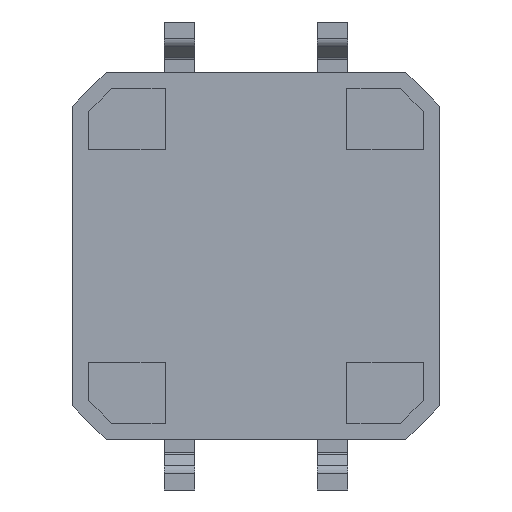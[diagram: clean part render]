
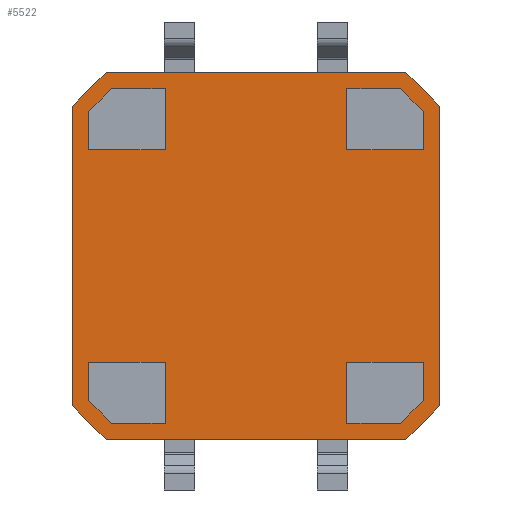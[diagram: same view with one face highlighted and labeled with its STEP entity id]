
A CAD part, front view. The second image highlights one B-rep face of the part: STEP entity #5522.
In plain terms, the highlighted planar face has unit normal (0, -1, 0).
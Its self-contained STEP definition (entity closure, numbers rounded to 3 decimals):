
#51=DIRECTION('',(-0.707,0.,-0.707));
#52=VECTOR('',#51,1.556);
#53=CARTESIAN_POINT('',(6.,0.,-4.9));
#54=LINE('',#53,#52);
#55=DIRECTION('',(-1.,0.,0.));
#56=VECTOR('',#55,9.8);
#57=CARTESIAN_POINT('',(4.9,0.,-6.));
#58=LINE('',#57,#56);
#59=DIRECTION('',(-0.707,0.,0.707));
#60=VECTOR('',#59,1.556);
#61=CARTESIAN_POINT('',(-4.9,0.,-6.));
#62=LINE('',#61,#60);
#63=DIRECTION('',(0.,0.,1.));
#64=VECTOR('',#63,9.8);
#65=CARTESIAN_POINT('',(-6.,0.,-4.9));
#66=LINE('',#65,#64);
#67=DIRECTION('',(0.707,0.,0.707));
#68=VECTOR('',#67,1.556);
#69=CARTESIAN_POINT('',(-6.,0.,4.9));
#70=LINE('',#69,#68);
#71=DIRECTION('',(1.,0.,0.));
#72=VECTOR('',#71,9.8);
#73=CARTESIAN_POINT('',(-4.9,0.,6.));
#74=LINE('',#73,#72);
#75=DIRECTION('',(0.707,0.,-0.707));
#76=VECTOR('',#75,1.556);
#77=CARTESIAN_POINT('',(4.9,0.,6.));
#78=LINE('',#77,#76);
#79=DIRECTION('',(0.,0.,-1.));
#80=VECTOR('',#79,9.8);
#81=CARTESIAN_POINT('',(6.,0.,4.9));
#82=LINE('',#81,#80);
#83=DIRECTION('',(-0.707,0.,0.707));
#84=VECTOR('',#83,1.057);
#85=CARTESIAN_POINT('',(5.47,0.,4.723));
#86=LINE('',#85,#84);
#87=DIRECTION('',(-1.,0.,0.));
#88=VECTOR('',#87,1.753);
#89=CARTESIAN_POINT('',(4.723,0.,5.47));
#90=LINE('',#89,#88);
#91=DIRECTION('',(0.,0.,-1.));
#92=VECTOR('',#91,2.);
#93=CARTESIAN_POINT('',(2.97,0.,5.47));
#94=LINE('',#93,#92);
#95=DIRECTION('',(1.,0.,0.));
#96=VECTOR('',#95,2.5);
#97=CARTESIAN_POINT('',(2.97,0.,3.47));
#98=LINE('',#97,#96);
#99=DIRECTION('',(0.,0.,1.));
#100=VECTOR('',#99,1.253);
#101=CARTESIAN_POINT('',(5.47,0.,3.47));
#102=LINE('',#101,#100);
#103=DIRECTION('',(0.,0.,1.));
#104=VECTOR('',#103,1.253);
#105=CARTESIAN_POINT('',(5.47,0.,-4.723));
#106=LINE('',#105,#104);
#107=DIRECTION('',(-1.,0.,0.));
#108=VECTOR('',#107,2.5);
#109=CARTESIAN_POINT('',(5.47,0.,-3.47));
#110=LINE('',#109,#108);
#111=DIRECTION('',(0.,0.,-1.));
#112=VECTOR('',#111,2.);
#113=CARTESIAN_POINT('',(2.97,0.,-3.47));
#114=LINE('',#113,#112);
#115=DIRECTION('',(1.,0.,0.));
#116=VECTOR('',#115,1.753);
#117=CARTESIAN_POINT('',(2.97,0.,-5.47));
#118=LINE('',#117,#116);
#119=DIRECTION('',(0.707,0.,0.707));
#120=VECTOR('',#119,1.057);
#121=CARTESIAN_POINT('',(4.723,0.,-5.47));
#122=LINE('',#121,#120);
#123=DIRECTION('',(0.,0.,-1.));
#124=VECTOR('',#123,1.253);
#125=CARTESIAN_POINT('',(-5.47,0.,4.723));
#126=LINE('',#125,#124);
#127=DIRECTION('',(1.,0.,0.));
#128=VECTOR('',#127,2.5);
#129=CARTESIAN_POINT('',(-5.47,0.,3.47));
#130=LINE('',#129,#128);
#131=DIRECTION('',(0.,0.,1.));
#132=VECTOR('',#131,2.);
#133=CARTESIAN_POINT('',(-2.97,0.,3.47));
#134=LINE('',#133,#132);
#135=DIRECTION('',(-1.,0.,0.));
#136=VECTOR('',#135,1.753);
#137=CARTESIAN_POINT('',(-2.97,0.,5.47));
#138=LINE('',#137,#136);
#139=DIRECTION('',(-0.707,0.,-0.707));
#140=VECTOR('',#139,1.057);
#141=CARTESIAN_POINT('',(-4.723,0.,5.47));
#142=LINE('',#141,#140);
#143=DIRECTION('',(0.707,0.,-0.707));
#144=VECTOR('',#143,1.057);
#145=CARTESIAN_POINT('',(-5.47,0.,-4.723));
#146=LINE('',#145,#144);
#147=DIRECTION('',(1.,0.,0.));
#148=VECTOR('',#147,1.753);
#149=CARTESIAN_POINT('',(-4.723,0.,-5.47));
#150=LINE('',#149,#148);
#151=DIRECTION('',(0.,0.,1.));
#152=VECTOR('',#151,2.);
#153=CARTESIAN_POINT('',(-2.97,0.,-5.47));
#154=LINE('',#153,#152);
#155=DIRECTION('',(-1.,0.,0.));
#156=VECTOR('',#155,2.5);
#157=CARTESIAN_POINT('',(-2.97,0.,-3.47));
#158=LINE('',#157,#156);
#159=DIRECTION('',(0.,0.,-1.));
#160=VECTOR('',#159,1.253);
#161=CARTESIAN_POINT('',(-5.47,0.,-3.47));
#162=LINE('',#161,#160);
#4229=CARTESIAN_POINT('',(6.,0.,-4.9));
#4230=CARTESIAN_POINT('',(4.9,0.,-6.));
#4231=VERTEX_POINT('',#4229);
#4232=VERTEX_POINT('',#4230);
#4233=CARTESIAN_POINT('',(-4.9,0.,-6.));
#4234=VERTEX_POINT('',#4233);
#4235=CARTESIAN_POINT('',(-6.,0.,-4.9));
#4236=VERTEX_POINT('',#4235);
#4237=CARTESIAN_POINT('',(-6.,0.,4.9));
#4238=VERTEX_POINT('',#4237);
#4239=CARTESIAN_POINT('',(-4.9,0.,6.));
#4240=VERTEX_POINT('',#4239);
#4241=CARTESIAN_POINT('',(4.9,0.,6.));
#4242=VERTEX_POINT('',#4241);
#4243=CARTESIAN_POINT('',(6.,0.,4.9));
#4244=VERTEX_POINT('',#4243);
#4245=CARTESIAN_POINT('',(5.47,0.,4.723));
#4246=CARTESIAN_POINT('',(4.723,0.,5.47));
#4247=VERTEX_POINT('',#4245);
#4248=VERTEX_POINT('',#4246);
#4249=CARTESIAN_POINT('',(2.97,0.,5.47));
#4250=VERTEX_POINT('',#4249);
#4251=CARTESIAN_POINT('',(2.97,0.,3.47));
#4252=VERTEX_POINT('',#4251);
#4253=CARTESIAN_POINT('',(5.47,0.,3.47));
#4254=VERTEX_POINT('',#4253);
#4255=CARTESIAN_POINT('',(5.47,0.,-4.723));
#4256=CARTESIAN_POINT('',(5.47,0.,-3.47));
#4257=VERTEX_POINT('',#4255);
#4258=VERTEX_POINT('',#4256);
#4259=CARTESIAN_POINT('',(2.97,0.,-3.47));
#4260=VERTEX_POINT('',#4259);
#4261=CARTESIAN_POINT('',(2.97,0.,-5.47));
#4262=VERTEX_POINT('',#4261);
#4263=CARTESIAN_POINT('',(4.723,0.,-5.47));
#4264=VERTEX_POINT('',#4263);
#4265=CARTESIAN_POINT('',(-5.47,0.,4.723));
#4266=CARTESIAN_POINT('',(-5.47,0.,3.47));
#4267=VERTEX_POINT('',#4265);
#4268=VERTEX_POINT('',#4266);
#4269=CARTESIAN_POINT('',(-2.97,0.,3.47));
#4270=VERTEX_POINT('',#4269);
#4271=CARTESIAN_POINT('',(-2.97,0.,5.47));
#4272=VERTEX_POINT('',#4271);
#4273=CARTESIAN_POINT('',(-4.723,0.,5.47));
#4274=VERTEX_POINT('',#4273);
#4275=CARTESIAN_POINT('',(-5.47,0.,-4.723));
#4276=CARTESIAN_POINT('',(-4.723,0.,-5.47));
#4277=VERTEX_POINT('',#4275);
#4278=VERTEX_POINT('',#4276);
#4279=CARTESIAN_POINT('',(-2.97,0.,-5.47));
#4280=VERTEX_POINT('',#4279);
#4281=CARTESIAN_POINT('',(-2.97,0.,-3.47));
#4282=VERTEX_POINT('',#4281);
#4283=CARTESIAN_POINT('',(-5.47,0.,-3.47));
#4284=VERTEX_POINT('',#4283);
#5451=CARTESIAN_POINT('',(0.,0.,0.));
#5452=DIRECTION('',(0.,1.,0.));
#5453=DIRECTION('',(1.,0.,0.));
#5454=AXIS2_PLACEMENT_3D('',#5451,#5452,#5453);
#5455=PLANE('',#5454);
#5457=ORIENTED_EDGE('',*,*,#5456,.T.);
#5459=ORIENTED_EDGE('',*,*,#5458,.T.);
#5461=ORIENTED_EDGE('',*,*,#5460,.T.);
#5463=ORIENTED_EDGE('',*,*,#5462,.T.);
#5465=ORIENTED_EDGE('',*,*,#5464,.T.);
#5467=ORIENTED_EDGE('',*,*,#5466,.T.);
#5469=ORIENTED_EDGE('',*,*,#5468,.T.);
#5471=ORIENTED_EDGE('',*,*,#5470,.T.);
#5472=EDGE_LOOP('',(#5457,#5459,#5461,#5463,#5465,#5467,#5469,#5471));
#5473=FACE_OUTER_BOUND('',#5472,.F.);
#5475=ORIENTED_EDGE('',*,*,#5474,.T.);
#5477=ORIENTED_EDGE('',*,*,#5476,.T.);
#5479=ORIENTED_EDGE('',*,*,#5478,.T.);
#5481=ORIENTED_EDGE('',*,*,#5480,.T.);
#5483=ORIENTED_EDGE('',*,*,#5482,.T.);
#5484=EDGE_LOOP('',(#5475,#5477,#5479,#5481,#5483));
#5485=FACE_BOUND('',#5484,.F.);
#5487=ORIENTED_EDGE('',*,*,#5486,.T.);
#5489=ORIENTED_EDGE('',*,*,#5488,.T.);
#5491=ORIENTED_EDGE('',*,*,#5490,.T.);
#5493=ORIENTED_EDGE('',*,*,#5492,.T.);
#5495=ORIENTED_EDGE('',*,*,#5494,.T.);
#5496=EDGE_LOOP('',(#5487,#5489,#5491,#5493,#5495));
#5497=FACE_BOUND('',#5496,.F.);
#5499=ORIENTED_EDGE('',*,*,#5498,.T.);
#5501=ORIENTED_EDGE('',*,*,#5500,.T.);
#5503=ORIENTED_EDGE('',*,*,#5502,.T.);
#5505=ORIENTED_EDGE('',*,*,#5504,.T.);
#5507=ORIENTED_EDGE('',*,*,#5506,.T.);
#5508=EDGE_LOOP('',(#5499,#5501,#5503,#5505,#5507));
#5509=FACE_BOUND('',#5508,.F.);
#5511=ORIENTED_EDGE('',*,*,#5510,.T.);
#5513=ORIENTED_EDGE('',*,*,#5512,.T.);
#5515=ORIENTED_EDGE('',*,*,#5514,.T.);
#5517=ORIENTED_EDGE('',*,*,#5516,.T.);
#5519=ORIENTED_EDGE('',*,*,#5518,.T.);
#5520=EDGE_LOOP('',(#5511,#5513,#5515,#5517,#5519));
#5521=FACE_BOUND('',#5520,.F.);
#5456=EDGE_CURVE('',#4231,#4232,#54,.T.);
#5458=EDGE_CURVE('',#4232,#4234,#58,.T.);
#5460=EDGE_CURVE('',#4234,#4236,#62,.T.);
#5462=EDGE_CURVE('',#4236,#4238,#66,.T.);
#5464=EDGE_CURVE('',#4238,#4240,#70,.T.);
#5466=EDGE_CURVE('',#4240,#4242,#74,.T.);
#5468=EDGE_CURVE('',#4242,#4244,#78,.T.);
#5470=EDGE_CURVE('',#4244,#4231,#82,.T.);
#5474=EDGE_CURVE('',#4247,#4248,#86,.T.);
#5476=EDGE_CURVE('',#4248,#4250,#90,.T.);
#5478=EDGE_CURVE('',#4250,#4252,#94,.T.);
#5480=EDGE_CURVE('',#4252,#4254,#98,.T.);
#5482=EDGE_CURVE('',#4254,#4247,#102,.T.);
#5486=EDGE_CURVE('',#4257,#4258,#106,.T.);
#5488=EDGE_CURVE('',#4258,#4260,#110,.T.);
#5490=EDGE_CURVE('',#4260,#4262,#114,.T.);
#5492=EDGE_CURVE('',#4262,#4264,#118,.T.);
#5494=EDGE_CURVE('',#4264,#4257,#122,.T.);
#5498=EDGE_CURVE('',#4267,#4268,#126,.T.);
#5500=EDGE_CURVE('',#4268,#4270,#130,.T.);
#5502=EDGE_CURVE('',#4270,#4272,#134,.T.);
#5504=EDGE_CURVE('',#4272,#4274,#138,.T.);
#5506=EDGE_CURVE('',#4274,#4267,#142,.T.);
#5510=EDGE_CURVE('',#4277,#4278,#146,.T.);
#5512=EDGE_CURVE('',#4278,#4280,#150,.T.);
#5514=EDGE_CURVE('',#4280,#4282,#154,.T.);
#5516=EDGE_CURVE('',#4282,#4284,#158,.T.);
#5518=EDGE_CURVE('',#4284,#4277,#162,.T.);
#5522=ADVANCED_FACE('',(#5473,#5485,#5497,#5509,#5521),#5455,.F.);
